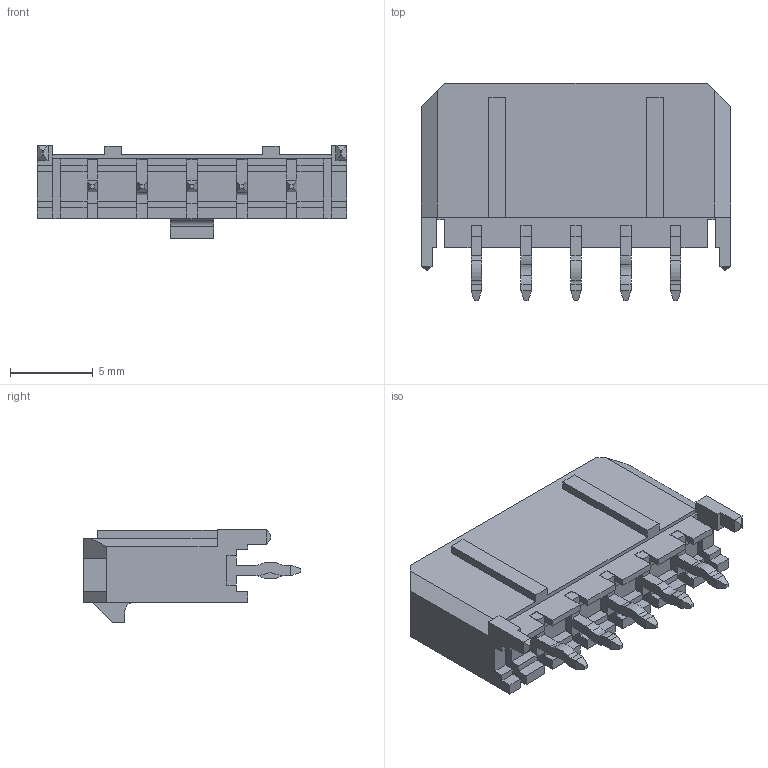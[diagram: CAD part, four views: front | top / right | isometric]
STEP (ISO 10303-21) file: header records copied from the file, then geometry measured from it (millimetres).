
FILE_DESCRIPTION(/* description */ ('STEP AP214','CAx-IF Rec.Pracs.---Representation and Presentation of Product Manufacturing Information (PMI)---4.0---2014-10-13'),/* implementation_level */ '2;1');
FILE_NAME(/* name */ 'MOLEX-MICROFIT-VERT-5POS-436500515.step',/* time_stamp */ '2025-02-19T15:59:32-06:00',/* author */ (''),/* organization */ (''),/* preprocessor_version */ 'ST-DEVELOPER v20',/* originating_system */ 'Autodesk Translation Framework v13.20.0.188',/* authorisation */ '');
FILE_SCHEMA (('AP242_MANAGED_MODEL_BASED_3D_ENGINEERING_MIM_LF { 1 0 10303 442 1 1 4 }'));
Length unit declared in the file: millimetre
Products named in the file (1): 436500515
Bounding box: 18.64 x 13.08 x 5.61 mm (x, y, z)
Volume: 463.1 mm3; surface area: 1111.4 mm2
Topology: 2 solids, 2 shells, 348 faces, 921 edges, 588 vertices
Faces by surface type: plane 317, cylinder 31
Entity records: 10542 total; most frequent: CARTESIAN_POINT 1858, ORIENTED_EDGE 1842, DIRECTION 1681, EDGE_CURVE 921, LINE 859, VECTOR 859, VERTEX_POINT 588, AXIS2_PLACEMENT_3D 411
